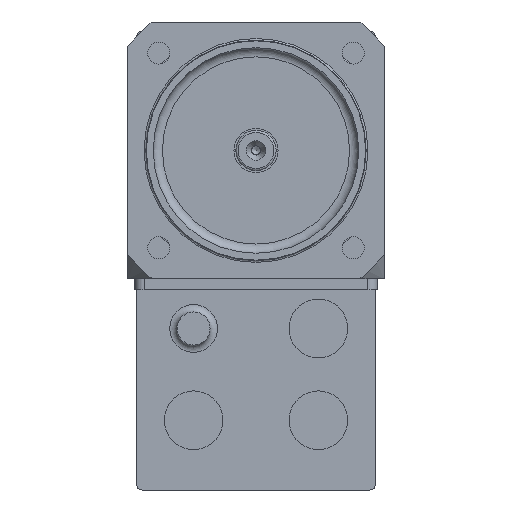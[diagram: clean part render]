
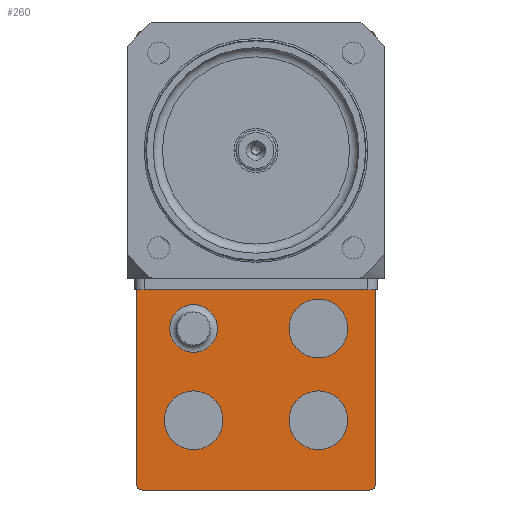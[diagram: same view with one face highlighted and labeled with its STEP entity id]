
A CAD part, front view. The second image highlights one B-rep face of the part: STEP entity #260.
In plain terms, the highlighted face is planar.
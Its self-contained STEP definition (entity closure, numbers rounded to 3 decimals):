
#260=ADVANCED_FACE('',(#516,#517,#518,#519,#520,#411),#331,.T.);
#331=PLANE('',#2139);
#411=FACE_OUTER_BOUND('',#684,.T.);
#516=FACE_BOUND('',#679,.T.);
#517=FACE_BOUND('',#680,.T.);
#518=FACE_BOUND('',#681,.T.);
#519=FACE_BOUND('',#682,.T.);
#520=FACE_BOUND('',#683,.T.);
#679=EDGE_LOOP('',(#1331));
#680=EDGE_LOOP('',(#1332));
#681=EDGE_LOOP('',(#1333));
#682=EDGE_LOOP('',(#1334));
#683=EDGE_LOOP('',(#1335));
#684=EDGE_LOOP('',(#1336,#1337,#1338,#1339,#1340,#1341,#1342,#1343));
#810=LINE('',#3252,#920);
#815=LINE('',#3265,#925);
#817=LINE('',#3269,#927);
#821=LINE('',#3295,#931);
#920=VECTOR('',#2645,1.);
#925=VECTOR('',#2654,1.);
#927=VECTOR('',#2658,1.);
#931=VECTOR('',#2682,1.);
#1331=ORIENTED_EDGE('',*,*,#1795,.T.);
#1332=ORIENTED_EDGE('',*,*,#1796,.T.);
#1333=ORIENTED_EDGE('',*,*,#1797,.T.);
#1334=ORIENTED_EDGE('',*,*,#1798,.T.);
#1335=ORIENTED_EDGE('',*,*,#1799,.F.);
#1336=ORIENTED_EDGE('',*,*,#1787,.F.);
#1337=ORIENTED_EDGE('',*,*,#1800,.T.);
#1338=ORIENTED_EDGE('',*,*,#1789,.F.);
#1339=ORIENTED_EDGE('',*,*,#1801,.T.);
#1340=ORIENTED_EDGE('',*,*,#1802,.F.);
#1341=ORIENTED_EDGE('',*,*,#1803,.T.);
#1342=ORIENTED_EDGE('',*,*,#1781,.F.);
#1343=ORIENTED_EDGE('',*,*,#1804,.T.);
#1558=VERTEX_POINT('',#3251);
#1559=VERTEX_POINT('',#3253);
#1564=VERTEX_POINT('',#3264);
#1565=VERTEX_POINT('',#3266);
#1566=VERTEX_POINT('',#3270);
#1567=VERTEX_POINT('',#3271);
#1572=VERTEX_POINT('',#3283);
#1573=VERTEX_POINT('',#3285);
#1574=VERTEX_POINT('',#3287);
#1575=VERTEX_POINT('',#3289);
#1576=VERTEX_POINT('',#3291);
#1577=VERTEX_POINT('',#3294);
#1578=VERTEX_POINT('',#3296);
#1781=EDGE_CURVE('',#1558,#1559,#810,.T.);
#1787=EDGE_CURVE('',#1564,#1565,#815,.T.);
#1789=EDGE_CURVE('',#1566,#1567,#817,.T.);
#1795=EDGE_CURVE('',#1572,#1572,#1914,.T.);
#1796=EDGE_CURVE('',#1573,#1573,#1915,.T.);
#1797=EDGE_CURVE('',#1574,#1574,#1916,.T.);
#1798=EDGE_CURVE('',#1575,#1575,#1917,.T.);
#1799=EDGE_CURVE('',#1576,#1576,#1918,.T.);
#1800=EDGE_CURVE('',#1564,#1567,#1919,.T.);
#1801=EDGE_CURVE('',#1566,#1577,#1920,.T.);
#1802=EDGE_CURVE('',#1578,#1577,#821,.T.);
#1803=EDGE_CURVE('',#1578,#1559,#1921,.T.);
#1804=EDGE_CURVE('',#1558,#1565,#1922,.T.);
#1914=CIRCLE('',#2130,6.5);
#1915=CIRCLE('',#2131,8.);
#1916=CIRCLE('',#2132,8.);
#1917=CIRCLE('',#2133,8.);
#1918=CIRCLE('',#2134,24.);
#1919=CIRCLE('',#2135,1.5);
#1920=CIRCLE('',#2136,1.5);
#1921=CIRCLE('',#2137,1.5);
#1922=CIRCLE('',#2138,1.5);
#2130=AXIS2_PLACEMENT_3D('',#3282,#2668,#2669);
#2131=AXIS2_PLACEMENT_3D('',#3284,#2670,#2671);
#2132=AXIS2_PLACEMENT_3D('',#3286,#2672,#2673);
#2133=AXIS2_PLACEMENT_3D('',#3288,#2674,#2675);
#2134=AXIS2_PLACEMENT_3D('',#3290,#2676,#2677);
#2135=AXIS2_PLACEMENT_3D('',#3292,#2678,#2679);
#2136=AXIS2_PLACEMENT_3D('',#3293,#2680,#2681);
#2137=AXIS2_PLACEMENT_3D('',#3297,#2683,#2684);
#2138=AXIS2_PLACEMENT_3D('',#3298,#2685,#2686);
#2139=AXIS2_PLACEMENT_3D('',#3299,#2687,#2688);
#2645=DIRECTION('',(1.,0.,0.));
#2654=DIRECTION('',(0.,-1.,0.));
#2658=DIRECTION('',(-1.,0.,0.));
#2668=DIRECTION('',(0.,0.,1.));
#2669=DIRECTION('',(-1.,0.,0.));
#2670=DIRECTION('',(0.,0.,1.));
#2671=DIRECTION('',(1.,0.,0.));
#2672=DIRECTION('',(0.,0.,1.));
#2673=DIRECTION('',(1.,0.,0.));
#2674=DIRECTION('',(0.,0.,1.));
#2675=DIRECTION('',(1.,0.,0.));
#2676=DIRECTION('',(0.,0.,-1.));
#2677=DIRECTION('',(-1.,0.,0.));
#2678=DIRECTION('',(0.,0.,-1.));
#2679=DIRECTION('',(-1.,0.,0.));
#2680=DIRECTION('',(0.,0.,-1.));
#2681=DIRECTION('',(-1.,0.,0.));
#2682=DIRECTION('',(0.,1.,0.));
#2683=DIRECTION('',(0.,0.,-1.));
#2684=DIRECTION('',(-1.,0.,0.));
#2685=DIRECTION('',(0.,0.,-1.));
#2686=DIRECTION('',(-1.,0.,0.));
#2687=DIRECTION('',(0.,0.,-1.));
#2688=DIRECTION('',(-1.,0.,0.));
#3251=CARTESIAN_POINT('',(1.5,0.,0.));
#3252=CARTESIAN_POINT('',(62.5,0.,0.));
#3253=CARTESIAN_POINT('',(123.5,0.,0.));
#3264=CARTESIAN_POINT('',(0.,63.5,0.));
#3265=CARTESIAN_POINT('',(0.,32.5,0.));
#3266=CARTESIAN_POINT('',(0.,1.5,0.));
#3269=CARTESIAN_POINT('',(62.5,65.,0.));
#3270=CARTESIAN_POINT('',(123.5,65.,0.));
#3271=CARTESIAN_POINT('',(1.5,65.,0.));
#3282=CARTESIAN_POINT('',(81.,49.5,0.));
#3283=CARTESIAN_POINT('',(74.5,49.5,0.));
#3284=CARTESIAN_POINT('',(81.,15.5,0.));
#3285=CARTESIAN_POINT('',(89.,15.5,0.));
#3286=CARTESIAN_POINT('',(106.,15.5,0.));
#3287=CARTESIAN_POINT('',(114.,15.5,0.));
#3288=CARTESIAN_POINT('',(106.,49.5,0.));
#3289=CARTESIAN_POINT('',(114.,49.5,0.));
#3290=CARTESIAN_POINT('',(32.5,32.5,0.));
#3291=CARTESIAN_POINT('',(8.5,32.5,0.));
#3292=CARTESIAN_POINT('',(1.5,63.5,0.));
#3293=CARTESIAN_POINT('',(123.5,63.5,0.));
#3294=CARTESIAN_POINT('',(125.,63.5,0.));
#3295=CARTESIAN_POINT('',(125.,32.5,0.));
#3296=CARTESIAN_POINT('',(125.,1.5,0.));
#3297=CARTESIAN_POINT('',(123.5,1.5,0.));
#3298=CARTESIAN_POINT('',(1.5,1.5,0.));
#3299=CARTESIAN_POINT('',(62.5,32.5,0.));
